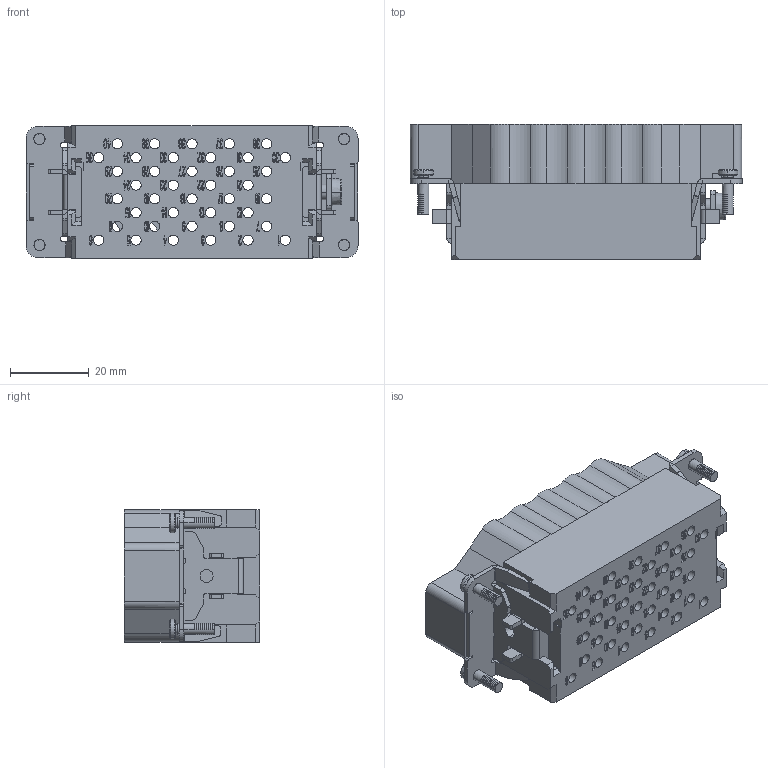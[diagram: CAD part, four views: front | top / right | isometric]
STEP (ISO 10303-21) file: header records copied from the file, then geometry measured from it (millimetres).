
FILE_DESCRIPTION((''),'2;1');
FILE_NAME('HEE040MC','2017-08-16T',('tl.yang'),(''),'PRO/ENGINEER BY PARAMETRIC TECHNOLOGY CORPORATION, 2011500','PRO/ENGINEER BY PARAMETRIC TECHNOLOGY CORPORATION, 2011500','');
FILE_SCHEMA(('CONFIG_CONTROL_DESIGN'));
Products named in the file (1): HEE040MC
Bounding box: 84.5 x 34.4 x 33.8 mm (x, y, z)
Volume: 48453.4 mm3; surface area: 28748 mm2
Topology: 1 solids, 1 shells, 5947 faces, 17400 edges, 11650 vertices
Faces by surface type: plane 5565, cylinder 258, cone 98, bspline 24, torus 2
Entity records: 196009 total; most frequent: CARTESIAN_POINT 37334, ORIENTED_EDGE 34784, DIRECTION 29868, EDGE_CURVE 17392, VECTOR 16350, LINE 16350, VERTEX_POINT 11646, AXIS2_PLACEMENT_3D 6759
